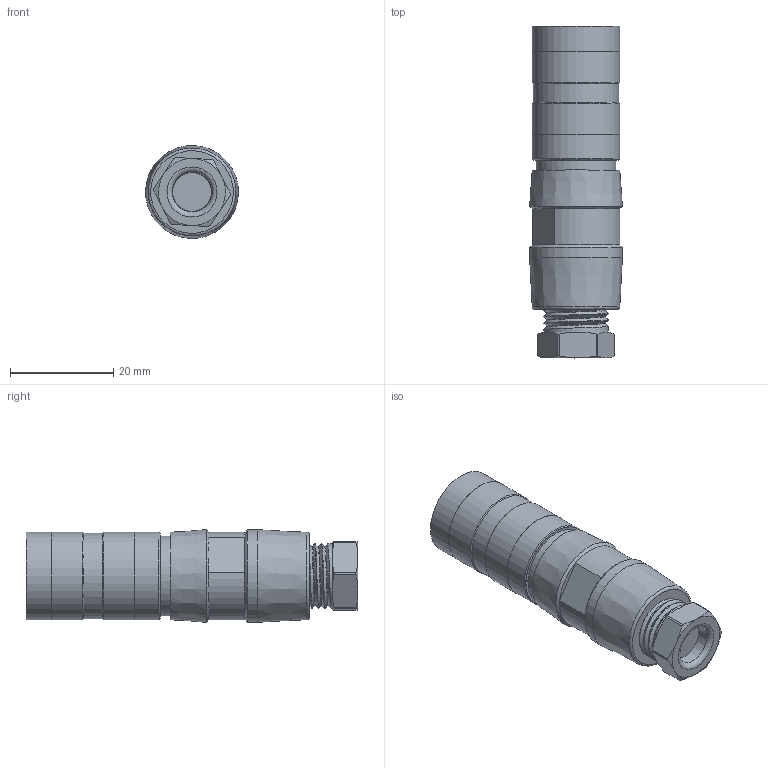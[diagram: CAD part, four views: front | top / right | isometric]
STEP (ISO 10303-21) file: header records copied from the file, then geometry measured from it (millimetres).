
FILE_DESCRIPTION(/* description */ (''),/* implementation_level */ '2;1');
FILE_NAME(/* name */ 't 3301 004 unxc001-01.stp',/* time_stamp */ '2019-07-08T15:46:44+02:00',/* author */ (''),/* organization */ (''),/* preprocessor_version */ 'ST-DEVELOPER v16.7',/* originating_system */ 'SIEMENS PLM Software NX 12.0',/* authorisation */ '');
FILE_SCHEMA (('AUTOMOTIVE_DESIGN { 1 0 10303 214 3 1 1 1 }'));
Length unit declared in the file: millimetre
Products named in the file (1): t 3301 004 unxc001-01
Bounding box: 17.97 x 64.3 x 17.97 mm (x, y, z)
Volume: 12819.1 mm3; surface area: 4970 mm2
Topology: 1 solids, 1 shells, 133 faces, 312 edges, 198 vertices
Faces by surface type: plane 68, cylinder 31, cone 13, sphere 12, bspline 8, torus 1
Full cylindrical faces by diameter (mm): 12.5 x3, 14.2 x1, 15 x1, 15.5 x1, 16.6 x2, 16.9 x2, 17 x2, 18 x1
Entity records: 4880 total; most frequent: CARTESIAN_POINT 1826, DIRECTION 613, ORIENTED_EDGE 554, EDGE_CURVE 277, AXIS2_PLACEMENT_3D 242, VERTEX_POINT 187, EDGE_LOOP 168, ADVANCED_FACE 130
